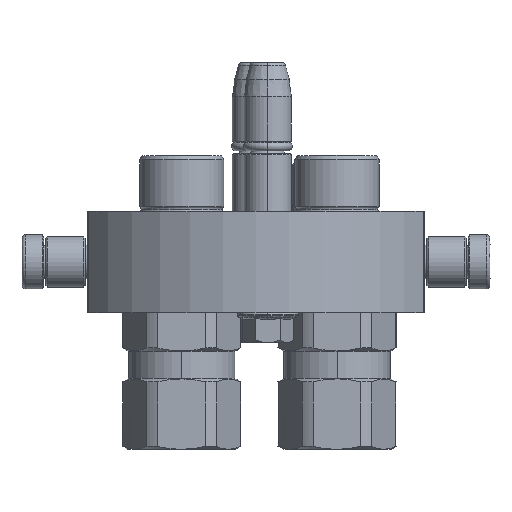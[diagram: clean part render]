
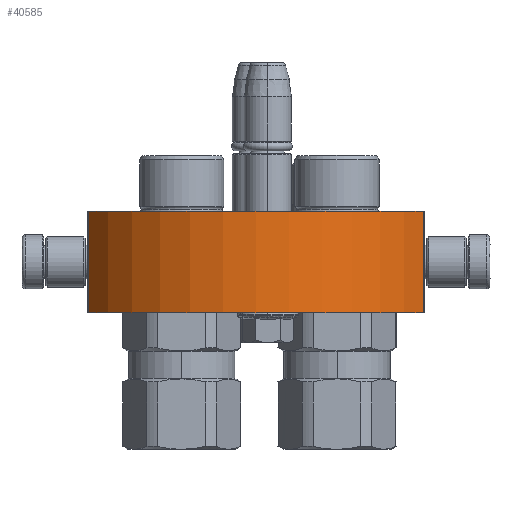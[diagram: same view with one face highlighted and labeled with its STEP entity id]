
A CAD part, left-side view. The second image highlights one B-rep face of the part: STEP entity #40585.
In plain terms, the highlighted cylindrical face has radius 57.25 mm (diameter 114.5 mm), a partial arc.
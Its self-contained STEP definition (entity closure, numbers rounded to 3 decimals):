
#3200 = DIRECTION ( 'NONE',  ( 0.865, 0., -0.502 ) ) ;
#3683 = DIRECTION ( 'NONE',  ( 0., 1., 0. ) ) ;
#4730 = DIRECTION ( 'NONE',  ( 0., -1., 0. ) ) ;
#6406 = CIRCLE ( 'NONE', #36263, 57.25 ) ;
#7309 = CIRCLE ( 'NONE', #34009, 57.25 ) ;
#7631 = CARTESIAN_POINT ( 'NONE',  ( -49.5, 0., -28.763 ) ) ;
#9149 = LINE ( 'NONE', #12448, #37884 ) ;
#10221 = VERTEX_POINT ( 'NONE', #24571 ) ;
#10617 = DIRECTION ( 'NONE',  ( 0.865, 0., -0.502 ) ) ;
#12448 = CARTESIAN_POINT ( 'NONE',  ( 49.5, 0., -28.763 ) ) ;
#12916 = VERTEX_POINT ( 'NONE', #20051 ) ;
#14868 = EDGE_CURVE ( 'NONE', #18881, #10221, #7309, .T. ) ;
#15375 = CARTESIAN_POINT ( 'NONE',  ( 0., 0., 0. ) ) ;
#16110 = EDGE_CURVE ( 'NONE', #18881, #12916, #9149, .T. ) ;
#17419 = DIRECTION ( 'NONE',  ( 0., 1., 0. ) ) ;
#18881 = VERTEX_POINT ( 'NONE', #39005 ) ;
#19370 = FACE_OUTER_BOUND ( 'NONE', #40291, .T. ) ;
#20051 = CARTESIAN_POINT ( 'NONE',  ( 49.5, 30., -28.763 ) ) ;
#22351 = DIRECTION ( 'NONE',  ( 1., 0., 0. ) ) ;
#24108 = ORIENTED_EDGE ( 'NONE', *, *, #14868, .T. ) ;
#24448 = CARTESIAN_POINT ( 'NONE',  ( 0., 0., 0. ) ) ;
#24571 = CARTESIAN_POINT ( 'NONE',  ( -49.5, 0., -28.763 ) ) ;
#26707 = EDGE_CURVE ( 'NONE', #12916, #29860, #6406, .T. ) ;
#29265 = ORIENTED_EDGE ( 'NONE', *, *, #26707, .F. ) ;
#29559 = VECTOR ( 'NONE', #32388, 1000. ) ;
#29860 = VERTEX_POINT ( 'NONE', #40081 ) ;
#29916 = ORIENTED_EDGE ( 'NONE', *, *, #34495, .T. ) ;
#30652 = LINE ( 'NONE', #7631, #29559 ) ;
#32013 = CARTESIAN_POINT ( 'NONE',  ( 0., 30., 0. ) ) ;
#32127 = CYLINDRICAL_SURFACE ( 'NONE', #45696, 57.25 ) ;
#32388 = DIRECTION ( 'NONE',  ( 0., 1., 0. ) ) ;
#34009 = AXIS2_PLACEMENT_3D ( 'NONE', #24448, #17419, #3200 ) ;
#34495 = EDGE_CURVE ( 'NONE', #10221, #29860, #30652, .T. ) ;
#36263 = AXIS2_PLACEMENT_3D ( 'NONE', #32013, #3683, #10617 ) ;
#36889 = DIRECTION ( 'NONE',  ( 0., 1., 0. ) ) ;
#37884 = VECTOR ( 'NONE', #36889, 1000. ) ;
#38971 = ORIENTED_EDGE ( 'NONE', *, *, #16110, .F. ) ;
#39005 = CARTESIAN_POINT ( 'NONE',  ( 49.5, 0., -28.763 ) ) ;
#40081 = CARTESIAN_POINT ( 'NONE',  ( -49.5, 30., -28.763 ) ) ;
#40291 = EDGE_LOOP ( 'NONE', ( #29265, #38971, #24108, #29916 ) ) ;
#40585 = ADVANCED_FACE ( 'NONE', ( #19370 ), #32127, .T. ) ;
#45696 = AXIS2_PLACEMENT_3D ( 'NONE', #15375, #4730, #22351 ) ;
